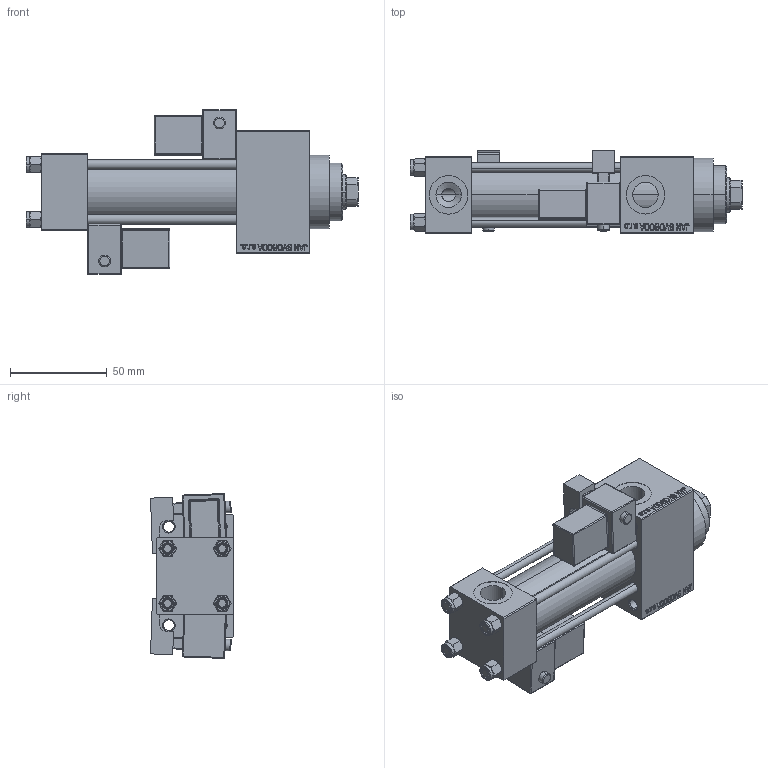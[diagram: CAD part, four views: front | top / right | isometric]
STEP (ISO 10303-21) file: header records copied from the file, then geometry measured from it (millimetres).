
FILE_DESCRIPTION (( 'STEP AP203' ), '1' );
FILE_NAME ('0df2.STEP', '2022-04-15T08:18:39', ( '' ), ( '' ), 'SwSTEP 2.0', 'SolidWorks 2019', '' );
FILE_SCHEMA (( 'CONFIG_CONTROL_DESIGN' ));
Length unit declared in the file: millimetre
Products named in the file (7): V215CR_VCP_D 06e51fec1bea954c889a7a03e4690c96; V215CR_MSU 06e51fec1bea954c889a7a03e4690c96; V215_VC_A 06e51fec1bea954c889a7a03e4690c96; NUT_M5_D 06e51fec1bea954c889a7a03e4690c96; 0df2; V215CR_D_TYCINKA 06e51fec1bea954c889a7a03e4690c96; V215CR_D_Body 06e51fec1bea954c889a7a03e4690c96
Assembly tree (13 placements, depth 2):
  0df2
    V215CR_D_Body 06e51fec1bea954c889a7a03e4690c96
    V215CR_VCP_D 06e51fec1bea954c889a7a03e4690c96
    NUT_M5_D 06e51fec1bea954c889a7a03e4690c96  x4
    V215CR_D_TYCINKA 06e51fec1bea954c889a7a03e4690c96  x4
    V215_VC_A 06e51fec1bea954c889a7a03e4690c96
    V215CR_MSU 06e51fec1bea954c889a7a03e4690c96  x2
Bounding box: 172 x 42.99 x 85.39 mm (x, y, z)
Volume: 237595.5 mm3; surface area: 85447.4 mm2
Topology: 13 solids, 13 shells, 1259 faces, 3114 edges, 1975 vertices
Faces by surface type: plane 557, bspline 368, cylinder 146, cone 144, sphere 24, torus 20
Entity records: 49374 total; most frequent: CARTESIAN_POINT 25389, ORIENTED_EDGE 5326, DIRECTION 3581, EDGE_CURVE 2663, VERTEX_POINT 1731, VECTOR 1607, LINE 1607, EDGE_LOOP 1194
